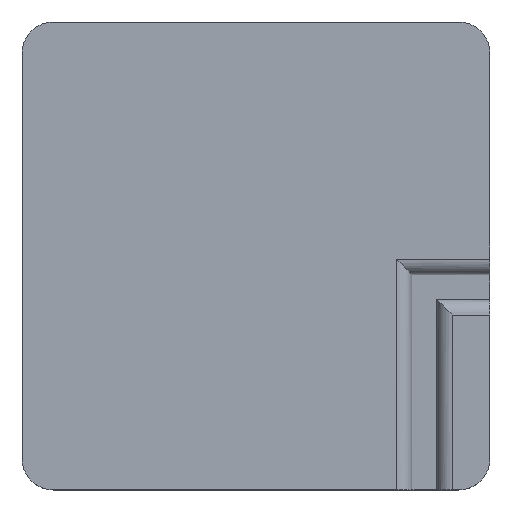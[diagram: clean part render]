
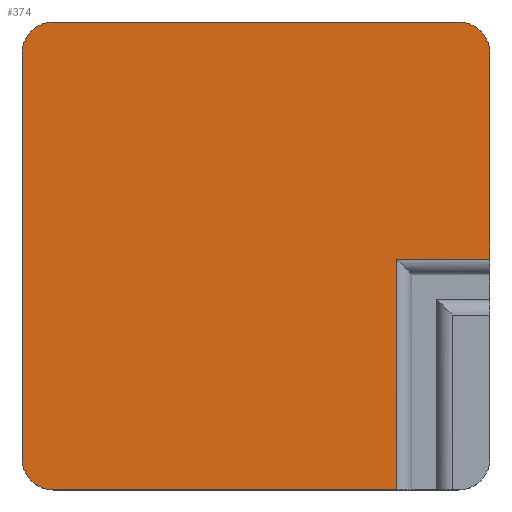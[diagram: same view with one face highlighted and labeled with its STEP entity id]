
A CAD part, top view. The second image highlights one B-rep face of the part: STEP entity #374.
In plain terms, the highlighted planar face has unit normal (0, 0, 1).
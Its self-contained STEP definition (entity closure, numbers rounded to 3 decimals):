
#26=PLANE('',#422);
#46=FACE_OUTER_BOUND('',#66,.T.);
#66=EDGE_LOOP('',(#338,#339,#340,#341,#342,#343,#344,#345,#346));
#74=CIRCLE('',#405,1.);
#79=CIRCLE('',#413,1.);
#80=CIRCLE('',#416,1.);
#90=LINE('',#563,#128);
#95=LINE('',#576,#133);
#96=LINE('',#579,#134);
#107=LINE('',#611,#145);
#112=LINE('',#624,#150);
#118=LINE('',#636,#156);
#128=VECTOR('',#452,10.);
#133=VECTOR('',#461,10.);
#134=VECTOR('',#466,10.);
#145=VECTOR('',#497,10.);
#150=VECTOR('',#514,10.);
#156=VECTOR('',#528,10.);
#168=VERTEX_POINT('',#560);
#169=VERTEX_POINT('',#562);
#174=VERTEX_POINT('',#573);
#175=VERTEX_POINT('',#575);
#178=VERTEX_POINT('',#590);
#179=VERTEX_POINT('',#591);
#186=VERTEX_POINT('',#610);
#187=VERTEX_POINT('',#614);
#188=VERTEX_POINT('',#620);
#205=EDGE_CURVE('',#169,#168,#90,.T.);
#211=EDGE_CURVE('',#174,#175,#95,.T.);
#213=EDGE_CURVE('',#175,#168,#96,.T.);
#219=EDGE_CURVE('',#178,#179,#74,.T.);
#229=EDGE_CURVE('',#186,#179,#107,.T.);
#231=EDGE_CURVE('',#186,#187,#79,.T.);
#234=EDGE_CURVE('',#169,#188,#80,.T.);
#236=EDGE_CURVE('',#178,#188,#112,.T.);
#242=EDGE_CURVE('',#174,#187,#118,.T.);
#338=ORIENTED_EDGE('',*,*,#211,.F.);
#339=ORIENTED_EDGE('',*,*,#242,.T.);
#340=ORIENTED_EDGE('',*,*,#231,.F.);
#341=ORIENTED_EDGE('',*,*,#229,.T.);
#342=ORIENTED_EDGE('',*,*,#219,.F.);
#343=ORIENTED_EDGE('',*,*,#236,.T.);
#344=ORIENTED_EDGE('',*,*,#234,.F.);
#345=ORIENTED_EDGE('',*,*,#205,.T.);
#346=ORIENTED_EDGE('',*,*,#213,.F.);
#374=ADVANCED_FACE('',(#46),#26,.T.);
#405=AXIS2_PLACEMENT_3D('',#592,#478,#479);
#413=AXIS2_PLACEMENT_3D('',#615,#501,#502);
#416=AXIS2_PLACEMENT_3D('',#621,#509,#510);
#422=AXIS2_PLACEMENT_3D('',#637,#529,#530);
#452=DIRECTION('',(1.,0.,0.));
#461=DIRECTION('',(-1.,0.,0.));
#466=DIRECTION('',(0.,-1.,0.));
#478=DIRECTION('center_axis',(0.,0.,-1.));
#479=DIRECTION('ref_axis',(-0.707,0.707,0.));
#497=DIRECTION('',(-1.,0.,0.));
#501=DIRECTION('center_axis',(0.,0.,-1.));
#502=DIRECTION('ref_axis',(0.707,0.707,0.));
#509=DIRECTION('center_axis',(0.,0.,-1.));
#510=DIRECTION('ref_axis',(-0.707,-0.707,0.));
#514=DIRECTION('',(0.,-1.,0.));
#528=DIRECTION('',(0.,1.,0.));
#529=DIRECTION('center_axis',(0.,0.,1.));
#530=DIRECTION('ref_axis',(1.,0.,0.));
#560=CARTESIAN_POINT('',(-40.251,-10.,2.5));
#562=CARTESIAN_POINT('',(-51.251,-10.,2.5));
#563=CARTESIAN_POINT('',(-37.251,-10.,2.5));
#573=CARTESIAN_POINT('',(-37.251,-2.6,2.5));
#575=CARTESIAN_POINT('',(-40.251,-2.6,2.5));
#576=CARTESIAN_POINT('',(-42.251,-2.6,2.5));
#579=CARTESIAN_POINT('',(-40.251,-6.25,2.5));
#590=CARTESIAN_POINT('',(-52.251,4.,2.5));
#591=CARTESIAN_POINT('',(-51.251,5.,2.5));
#592=CARTESIAN_POINT('Origin',(-51.251,4.,2.5));
#610=CARTESIAN_POINT('',(-38.251,5.,2.5));
#611=CARTESIAN_POINT('',(-52.251,5.,2.5));
#614=CARTESIAN_POINT('',(-37.251,4.,2.5));
#615=CARTESIAN_POINT('Origin',(-38.251,4.,2.5));
#620=CARTESIAN_POINT('',(-52.251,-9.,2.5));
#621=CARTESIAN_POINT('Origin',(-51.251,-9.,2.5));
#624=CARTESIAN_POINT('',(-52.251,-10.,2.5));
#636=CARTESIAN_POINT('',(-37.251,5.,2.5));
#637=CARTESIAN_POINT('Origin',(-44.751,-2.5,2.5));
